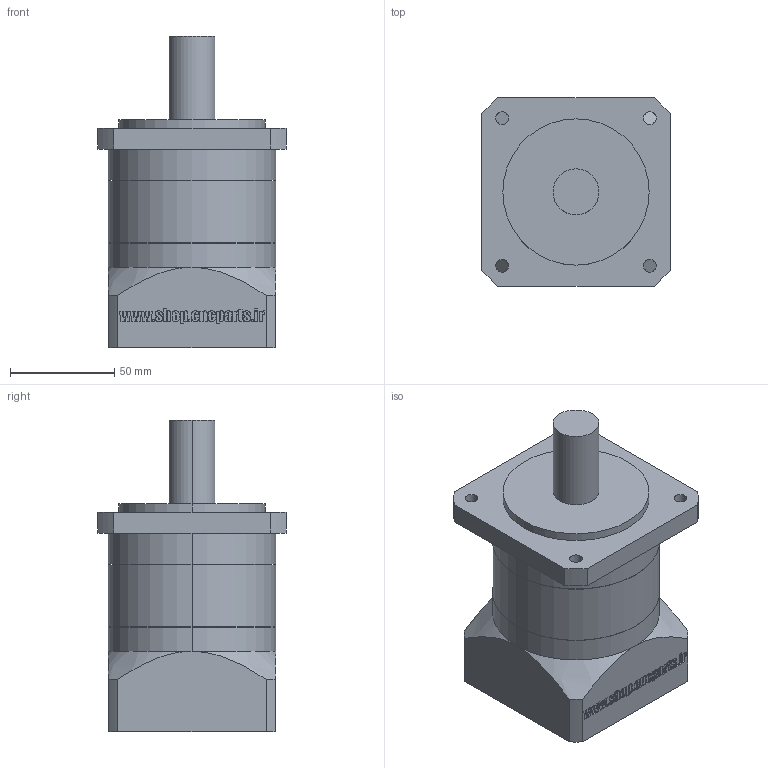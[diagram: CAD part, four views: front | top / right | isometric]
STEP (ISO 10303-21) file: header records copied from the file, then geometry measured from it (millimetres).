
FILE_DESCRIPTION (( 'STEP AP214' ), '1' );
FILE_NAME ('lb90-005-19.STEP', '2025-11-24T15:44:07', ( '' ), ( '' ), 'SwSTEP 2.0', 'SolidWorks 2024', '' );
FILE_SCHEMA (( 'AUTOMOTIVE_DESIGN' ));
Length unit declared in the file: millimetre
Products named in the file (1): lb90-005-19
Bounding box: 90 x 90 x 149 mm (x, y, z)
Volume: 582962.2 mm3; surface area: 65875.1 mm2
Topology: 1 solids, 1 shells, 470 faces, 1278 edges, 846 vertices
Faces by surface type: plane 191, cylinder 158, bspline 117, cone 4
Entity records: 29317 total; most frequent: CARTESIAN_POINT 18884, ORIENTED_EDGE 2556, DIRECTION 1588, EDGE_CURVE 1278, VERTEX_POINT 846, VECTOR 712, LINE 712, EDGE_LOOP 514
